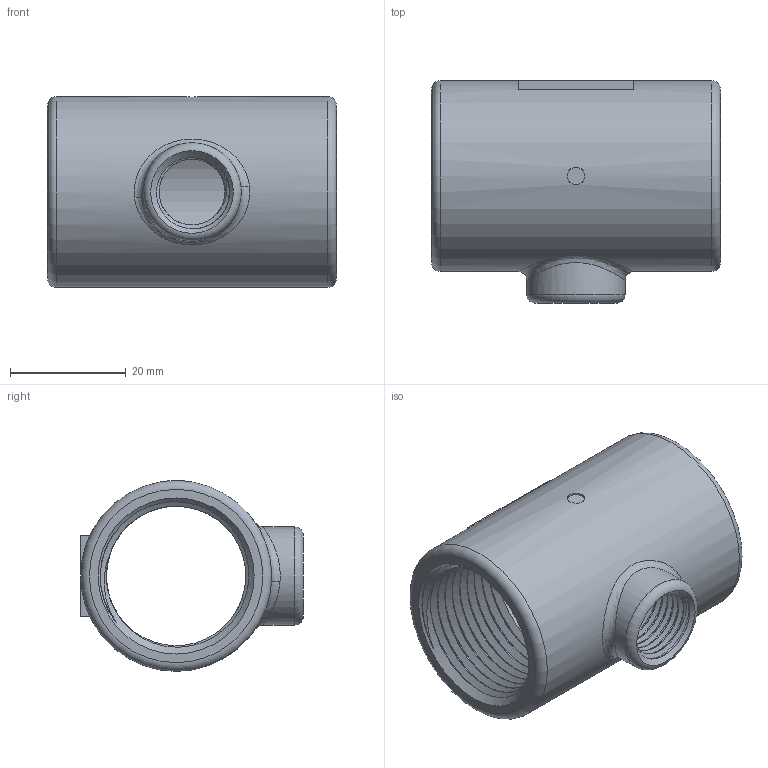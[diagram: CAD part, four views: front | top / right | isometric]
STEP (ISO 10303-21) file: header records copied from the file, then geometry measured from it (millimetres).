
FILE_DESCRIPTION(/* description */ ('Unknown'),/* implementation_level */ '2;1');
FILE_NAME(/* name */ 'dn20xdn8 -',/* time_stamp */ '2020-11-10T15:18:46+08:00',/* author */ ('Unknown'),/* organization */ ('Unknown'),/* preprocessor_version */ 'ST-DEVELOPER v16.7',/* originating_system */ 'DEX',/* authorisation */ $);
FILE_SCHEMA (('AUTOMOTIVE_DESIGN {1 0 10303 214 3 1 1}'));
Length unit declared in the file: millimetre
Products named in the file (1): dn20xdn8 -
Bounding box: 50 x 38.49 x 33 mm (x, y, z)
Volume: 18573.9 mm3; surface area: 11937.5 mm2
Topology: 1 solids, 1 shells, 59 faces, 212 edges, 156 vertices
Faces by surface type: cylinder 28, plane 13, bspline 11, cone 4, torus 3
Full cylindrical faces by diameter (mm): 3 x1, 11.4 x5, 17 x1, 24.1 x17, 33 x1
Entity records: 15201 total; most frequent: CARTESIAN_POINT 14058, ORIENTED_EDGE 346, EDGE_CURVE 173, VERTEX_POINT 153, DIRECTION 121, EDGE_LOOP 52, FACE_BOUND 52, AXIS2_PLACEMENT_3D 50
